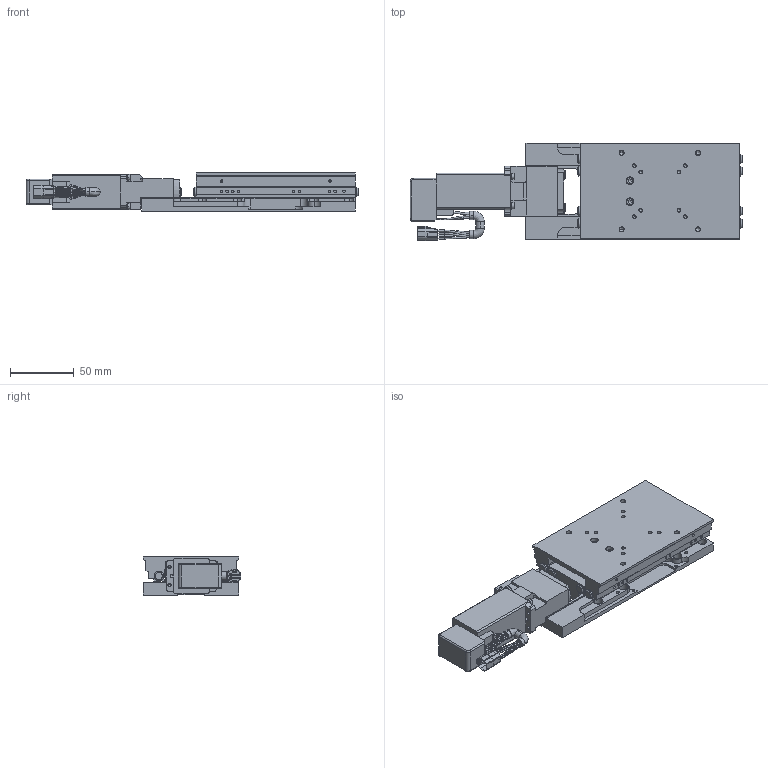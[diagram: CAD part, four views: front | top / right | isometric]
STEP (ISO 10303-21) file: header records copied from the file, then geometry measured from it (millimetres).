
FILE_DESCRIPTION( (''), '2;1');
FILE_NAME ('SXA0775-R01-AZ01.stp','2021-10-14T09:51:55',(''),(''),'spGate 17.5.5','','');
FILE_SCHEMA (('AUTOMOTIVE_DESIGN'));
Length unit declared in the file: millimetre
Products named in the file (4): Assembly; SXA0775-R01-AZ01-prt0; SXA0775-R01-AZ01-prt1; SXA0775-R01-AZ01-prt2
Assembly tree (3 placements, depth 2):
  Assembly
    SXA0775-R01-AZ01-prt0
    SXA0775-R01-AZ01-prt1
    SXA0775-R01-AZ01-prt2
Bounding box: 260.5 x 76.28 x 30 mm (x, y, z)
Volume: 342476.3 mm3; surface area: 83568.5 mm2
Topology: 3 solids, 3 shells, 1023 faces, 2656 edges, 1666 vertices
Faces by surface type: plane 528, cylinder 343, bspline 152
Entity records: 53775 total; most frequent: CARTESIAN_POINT 9492, ORIENTED_EDGE 5168, DIRECTION 4544, COLOUR_RGB 3610, PRESENTATION_STYLE_ASSIGNMENT 3610, STYLED_ITEM 3610, EDGE_CURVE 2584, DRAUGHTING_PRE_DEFINED_CURVE_FONT 2584
